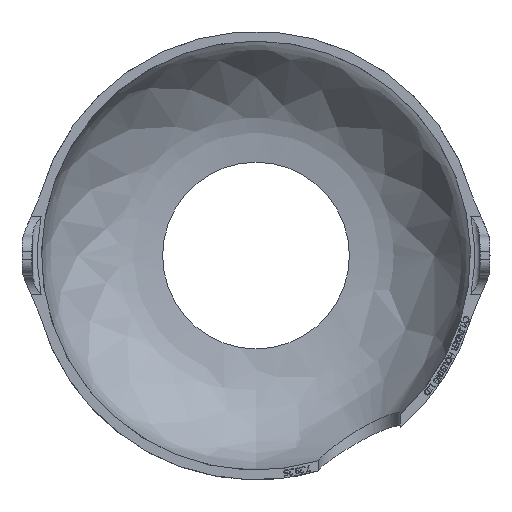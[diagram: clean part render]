
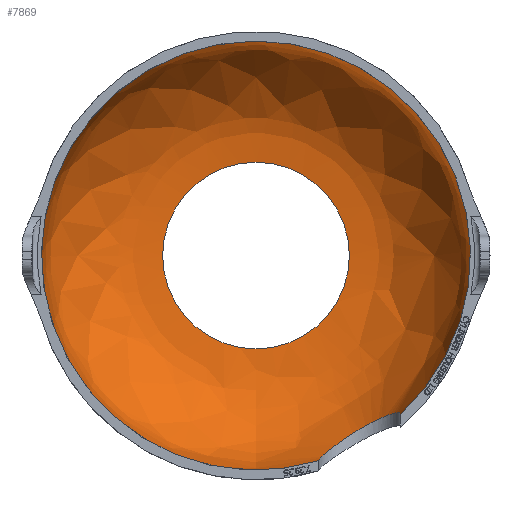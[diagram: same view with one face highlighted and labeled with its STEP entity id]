
A CAD part, front view. The second image highlights one B-rep face of the part: STEP entity #7869.
In plain terms, the highlighted free-form (B-spline) face has degree [2, 2] with [3, 9] control points.
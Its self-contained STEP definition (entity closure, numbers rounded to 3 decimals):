
#16=(
BOUNDED_SURFACE()
B_SPLINE_SURFACE(2,2,((#14858,#14859,#14860,#14861,#14862,#14863,#14864,
#14865,#14866),(#14867,#14868,#14869,#14870,#14871,#14872,#14873,#14874,
#14875),(#14876,#14877,#14878,#14879,#14880,#14881,#14882,#14883,#14884)),
 .UNSPECIFIED.,.F.,.T.,.F.)
B_SPLINE_SURFACE_WITH_KNOTS((3,3),(3,2,2,2,3),(0.015,1.571),
(-3.142,-1.571,0.,1.571,3.142),
 .UNSPECIFIED.)
GEOMETRIC_REPRESENTATION_ITEM()
RATIONAL_B_SPLINE_SURFACE(((1.,0.707,1.,0.707,1.,
0.707,1.,0.707,1.),(0.712,0.504,
0.712,0.504,0.712,0.504,0.712,
0.504,0.712),(1.,0.707,1.,0.707,
1.,0.707,1.,0.707,1.)))
REPRESENTATION_ITEM('')
SURFACE()
);
#106=CIRCLE('',#8212,48.);
#107=CIRCLE('',#8213,48.);
#108=CIRCLE('',#8214,62.307);
#109=CIRCLE('',#8215,110.3);
#110=CIRCLE('',#8216,110.3);
#710=FACE_OUTER_BOUND('',#1163,.T.);
#1163=EDGE_LOOP('',(#7203,#7204,#7205,#7206,#7207,#7208,#7209,#7210,#7211));
#3005=B_SPLINE_CURVE_WITH_KNOTS('',3,(#14813,#14814,#14815,#14816,#14817,
#14818),.UNSPECIFIED.,.F.,.F.,(4,2,4),(13.301,13.769,
13.827),.UNSPECIFIED.);
#3006=B_SPLINE_CURVE_WITH_KNOTS('',3,(#14824,#14825,#14826,#14827),
 .UNSPECIFIED.,.F.,.F.,(4,4),(30.777,31.297),
 .UNSPECIFIED.);
#3007=B_SPLINE_CURVE_WITH_KNOTS('',3,(#14830,#14831,#14832,#14833,#14834,
#14835,#14836,#14837,#14838,#14839,#14840,#14841,#14842,#14843,#14844,#14845,
#14846,#14847,#14848,#14849,#14850,#14851,#14852,#14853,#14854,#14855,#14856,
#14857),.UNSPECIFIED.,.F.,.F.,(4,2,2,2,2,2,2,2,2,2,2,2,2,4),(-7.171,
-6.501,-5.736,-4.851,-4.277,
-3.836,-3.61,-3.437,-3.255,
-2.978,-2.302,-1.51,-0.758,
0.),.UNSPECIFIED.);
#3763=VERTEX_POINT('',#14810);
#3764=VERTEX_POINT('',#14812);
#3765=VERTEX_POINT('',#14821);
#3766=VERTEX_POINT('',#14823);
#3767=VERTEX_POINT('',#14885);
#3768=VERTEX_POINT('',#14886);
#3769=VERTEX_POINT('',#14889);
#4909=EDGE_CURVE('',#3764,#3763,#3005,.T.);
#4912=EDGE_CURVE('',#3766,#3765,#3006,.T.);
#4914=EDGE_CURVE('',#3763,#3766,#3007,.T.);
#4915=EDGE_CURVE('',#3767,#3768,#106,.T.);
#4916=EDGE_CURVE('',#3768,#3767,#107,.T.);
#4917=EDGE_CURVE('',#3767,#3769,#108,.T.);
#4918=EDGE_CURVE('',#3764,#3769,#109,.T.);
#4919=EDGE_CURVE('',#3769,#3765,#110,.T.);
#7203=ORIENTED_EDGE('',*,*,#4915,.T.);
#7204=ORIENTED_EDGE('',*,*,#4916,.T.);
#7205=ORIENTED_EDGE('',*,*,#4917,.T.);
#7206=ORIENTED_EDGE('',*,*,#4918,.F.);
#7207=ORIENTED_EDGE('',*,*,#4909,.T.);
#7208=ORIENTED_EDGE('',*,*,#4914,.T.);
#7209=ORIENTED_EDGE('',*,*,#4912,.T.);
#7210=ORIENTED_EDGE('',*,*,#4919,.F.);
#7211=ORIENTED_EDGE('',*,*,#4917,.F.);
#7869=ADVANCED_FACE('',(#710),#16,.T.);
#8212=AXIS2_PLACEMENT_3D('',#14887,#9601,#9602);
#8213=AXIS2_PLACEMENT_3D('',#14888,#9603,#9604);
#8214=AXIS2_PLACEMENT_3D('',#14890,#9605,#9606);
#8215=AXIS2_PLACEMENT_3D('',#14891,#9607,#9608);
#8216=AXIS2_PLACEMENT_3D('',#14892,#9609,#9610);
#9601=DIRECTION('center_axis',(0.,1.,0.));
#9602=DIRECTION('ref_axis',(1.,0.,0.));
#9603=DIRECTION('center_axis',(0.,1.,0.));
#9604=DIRECTION('ref_axis',(1.,0.,0.));
#9605=DIRECTION('center_axis',(-1.,0.,0.));
#9606=DIRECTION('ref_axis',(0.,0.,-1.));
#9607=DIRECTION('center_axis',(0.,1.,0.));
#9608=DIRECTION('ref_axis',(1.,0.,0.));
#9609=DIRECTION('center_axis',(0.,1.,0.));
#9610=DIRECTION('ref_axis',(1.,0.,0.));
#14810=CARTESIAN_POINT('',(32.226,20.,-105.147));
#14812=CARTESIAN_POINT('',(32.226,14.5,-105.487));
#14813=CARTESIAN_POINT('Ctrl Pts',(32.226,14.5,-105.487));
#14814=CARTESIAN_POINT('Ctrl Pts',(32.226,16.082,-105.463));
#14815=CARTESIAN_POINT('Ctrl Pts',(32.226,17.718,-105.374));
#14816=CARTESIAN_POINT('Ctrl Pts',(32.226,19.584,-105.191));
#14817=CARTESIAN_POINT('Ctrl Pts',(32.226,19.792,-105.17));
#14818=CARTESIAN_POINT('Ctrl Pts',(32.226,20.,-105.147));
#14821=CARTESIAN_POINT('',(74.226,14.5,-81.588));
#14823=CARTESIAN_POINT('',(74.226,20.,-81.148));
#14824=CARTESIAN_POINT('Ctrl Pts',(74.226,20.,-81.148));
#14825=CARTESIAN_POINT('Ctrl Pts',(74.226,18.132,-81.41));
#14826=CARTESIAN_POINT('Ctrl Pts',(74.226,16.268,-81.553));
#14827=CARTESIAN_POINT('Ctrl Pts',(74.226,14.5,-81.588));
#14830=CARTESIAN_POINT('Ctrl Pts',(32.226,20.,-105.147));
#14831=CARTESIAN_POINT('Ctrl Pts',(32.226,22.219,-104.907));
#14832=CARTESIAN_POINT('Ctrl Pts',(32.577,24.38,-104.439));
#14833=CARTESIAN_POINT('Ctrl Pts',(33.973,28.732,-103.03));
#14834=CARTESIAN_POINT('Ctrl Pts',(35.089,30.831,-102.05));
#14835=CARTESIAN_POINT('Ctrl Pts',(38.07,34.776,-99.623));
#14836=CARTESIAN_POINT('Ctrl Pts',(40.014,36.517,-98.136));
#14837=CARTESIAN_POINT('Ctrl Pts',(43.548,38.708,-95.582));
#14838=CARTESIAN_POINT('Ctrl Pts',(45.026,39.4,-94.549));
#14839=CARTESIAN_POINT('Ctrl Pts',(47.739,40.308,-92.725));
#14840=CARTESIAN_POINT('Ctrl Pts',(48.952,40.598,-91.932));
#14841=CARTESIAN_POINT('Ctrl Pts',(50.825,40.872,-90.75));
#14842=CARTESIAN_POINT('Ctrl Pts',(51.467,40.936,-90.351));
#14843=CARTESIAN_POINT('Ctrl Pts',(52.605,40.997,-89.658));
#14844=CARTESIAN_POINT('Ctrl Pts',(53.099,41.005,-89.361));
#14845=CARTESIAN_POINT('Ctrl Pts',(54.119,40.988,-88.757));
#14846=CARTESIAN_POINT('Ctrl Pts',(54.647,40.959,-88.45));
#14847=CARTESIAN_POINT('Ctrl Pts',(55.975,40.835,-87.69));
#14848=CARTESIAN_POINT('Ctrl Pts',(56.776,40.714,-87.244));
#14849=CARTESIAN_POINT('Ctrl Pts',(59.53,40.131,-85.753));
#14850=CARTESIAN_POINT('Ctrl Pts',(61.463,39.431,-84.784));
#14851=CARTESIAN_POINT('Ctrl Pts',(65.459,37.245,-82.961));
#14852=CARTESIAN_POINT('Ctrl Pts',(67.446,35.667,-82.174));
#14853=CARTESIAN_POINT('Ctrl Pts',(70.733,31.853,-81.097));
#14854=CARTESIAN_POINT('Ctrl Pts',(72.014,29.71,-80.797));
#14855=CARTESIAN_POINT('Ctrl Pts',(73.778,25.,-80.645));
#14856=CARTESIAN_POINT('Ctrl Pts',(74.226,22.503,-80.796));
#14857=CARTESIAN_POINT('Ctrl Pts',(74.226,20.,-81.148));
#14858=CARTESIAN_POINT('Ctrl Pts',(0.,14.5,-110.3));
#14859=CARTESIAN_POINT('Ctrl Pts',(-110.3,14.5,-110.3));
#14860=CARTESIAN_POINT('Ctrl Pts',(-110.3,14.5,0.));
#14861=CARTESIAN_POINT('Ctrl Pts',(-110.3,14.5,110.3));
#14862=CARTESIAN_POINT('Ctrl Pts',(0.,14.5,110.3));
#14863=CARTESIAN_POINT('Ctrl Pts',(110.3,14.5,110.3));
#14864=CARTESIAN_POINT('Ctrl Pts',(110.3,14.5,0.));
#14865=CARTESIAN_POINT('Ctrl Pts',(110.3,14.5,-110.3));
#14866=CARTESIAN_POINT('Ctrl Pts',(0.,14.5,-110.3));
#14867=CARTESIAN_POINT('Ctrl Pts',(0.,75.884,-109.391));
#14868=CARTESIAN_POINT('Ctrl Pts',(-109.391,75.884,-109.391));
#14869=CARTESIAN_POINT('Ctrl Pts',(-109.391,75.884,0.));
#14870=CARTESIAN_POINT('Ctrl Pts',(-109.391,75.884,109.391));
#14871=CARTESIAN_POINT('Ctrl Pts',(0.,75.884,109.391));
#14872=CARTESIAN_POINT('Ctrl Pts',(109.391,75.884,109.391));
#14873=CARTESIAN_POINT('Ctrl Pts',(109.391,75.884,0.));
#14874=CARTESIAN_POINT('Ctrl Pts',(109.391,75.884,-109.391));
#14875=CARTESIAN_POINT('Ctrl Pts',(0.,75.884,-109.391));
#14876=CARTESIAN_POINT('Ctrl Pts',(0.,75.884,-48.));
#14877=CARTESIAN_POINT('Ctrl Pts',(-48.,75.884,-48.));
#14878=CARTESIAN_POINT('Ctrl Pts',(-48.,75.884,0.));
#14879=CARTESIAN_POINT('Ctrl Pts',(-48.,75.884,48.));
#14880=CARTESIAN_POINT('Ctrl Pts',(0.,75.884,48.));
#14881=CARTESIAN_POINT('Ctrl Pts',(48.,75.884,48.));
#14882=CARTESIAN_POINT('Ctrl Pts',(48.,75.884,0.));
#14883=CARTESIAN_POINT('Ctrl Pts',(48.,75.884,-48.));
#14884=CARTESIAN_POINT('Ctrl Pts',(0.,75.884,-48.));
#14885=CARTESIAN_POINT('',(0.,75.884,-48.));
#14886=CARTESIAN_POINT('',(0.,75.884,48.));
#14887=CARTESIAN_POINT('Origin',(0.,75.884,0.));
#14888=CARTESIAN_POINT('Origin',(0.,75.884,0.));
#14889=CARTESIAN_POINT('',(0.,14.5,-110.3));
#14890=CARTESIAN_POINT('Origin',(0.,13.577,
-48.));
#14891=CARTESIAN_POINT('Origin',(0.,14.5,0.));
#14892=CARTESIAN_POINT('Origin',(0.,14.5,0.));
